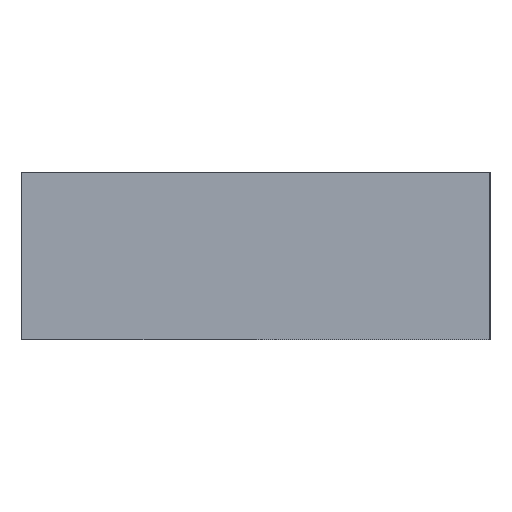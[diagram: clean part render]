
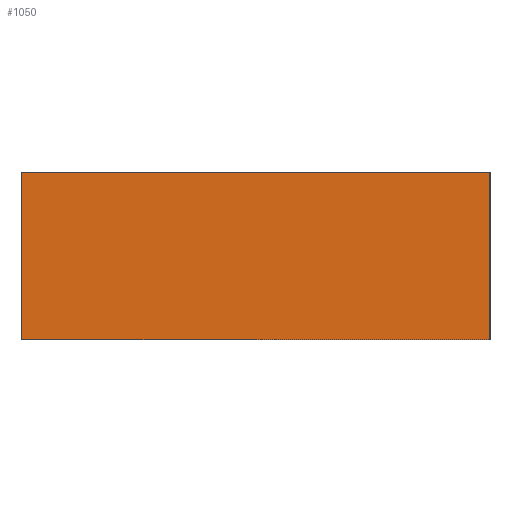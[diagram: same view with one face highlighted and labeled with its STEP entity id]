
A CAD part, left-side view. The second image highlights one B-rep face of the part: STEP entity #1050.
In plain terms, the highlighted planar face has unit normal (-1, 0, 0).
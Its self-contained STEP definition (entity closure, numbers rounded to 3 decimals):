
#120=CARTESIAN_POINT('',(-8.45,6.45,0.06));
#130=VERTEX_POINT('',#120);
#280=CARTESIAN_POINT('',(-8.45,-6.45,0.06));
#290=VERTEX_POINT('',#280);
#320=CARTESIAN_POINT('',(-8.45,6.45,0.06));
#330=DIRECTION('',(0.,-1.,0.));
#340=VECTOR('',#330,1.);
#350=LINE('',#320,#340);
#360=EDGE_CURVE('',#130,#290,#350,.T.);
#750=CARTESIAN_POINT('',(-8.45,-6.45,0.));
#760=DIRECTION('',(-1.,0.,0.));
#770=DIRECTION('',(0.,1.,0.));
#780=AXIS2_PLACEMENT_3D('',#750,#760,#770);
#790=PLANE('',#780);
#800=CARTESIAN_POINT('',(-8.45,6.45,-4.55));
#810=DIRECTION('',(0.,-1.,0.));
#820=VECTOR('',#810,1.);
#830=LINE('',#800,#820);
#840=CARTESIAN_POINT('',(-8.45,6.45,-4.55));
#850=VERTEX_POINT('',#840);
#860=CARTESIAN_POINT('',(-8.45,-6.45,-4.55));
#870=VERTEX_POINT('',#860);
#880=EDGE_CURVE('',#850,#870,#830,.T.);
#890=ORIENTED_EDGE('',*,*,#880,.T.);
#900=CARTESIAN_POINT('',(-8.45,6.45,0.));
#910=DIRECTION('',(0.,0.,1.));
#920=VECTOR('',#910,1.);
#930=LINE('',#900,#920);
#940=EDGE_CURVE('',#850,#130,#930,.T.);
#950=ORIENTED_EDGE('',*,*,#940,.F.);
#960=ORIENTED_EDGE('',*,*,#360,.F.);
#970=CARTESIAN_POINT('',(-8.45,-6.45,0.));
#980=DIRECTION('',(0.,0.,1.));
#990=VECTOR('',#980,1.);
#1000=LINE('',#970,#990);
#1010=EDGE_CURVE('',#870,#290,#1000,.T.);
#1020=ORIENTED_EDGE('',*,*,#1010,.T.);
#1030=EDGE_LOOP('',(#1020,#960,#950,#890));
#1040=FACE_OUTER_BOUND('',#1030,.T.);
#1050=ADVANCED_FACE('',(#1040),#790,.T.);
